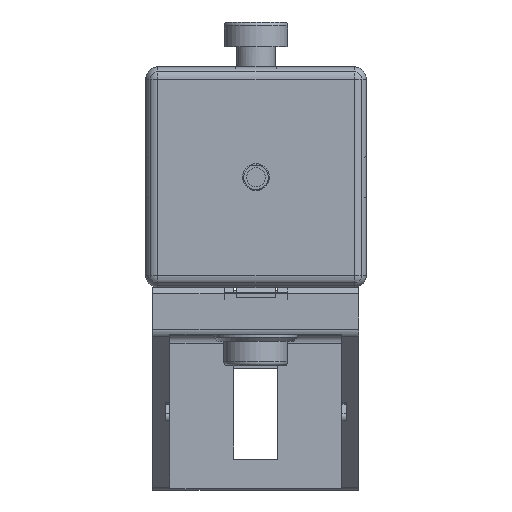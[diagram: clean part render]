
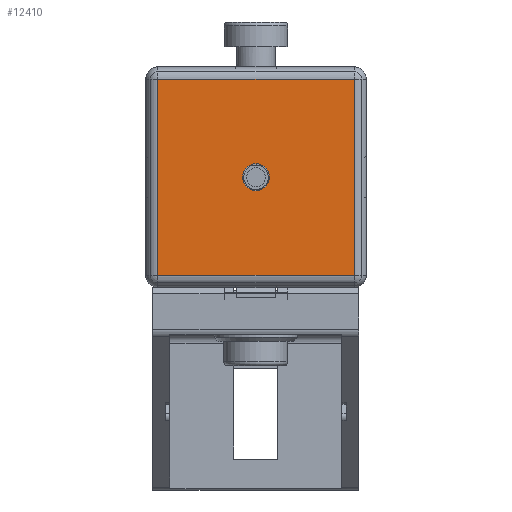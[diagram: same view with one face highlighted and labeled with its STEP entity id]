
A CAD part, front view. The second image highlights one B-rep face of the part: STEP entity #12410.
In plain terms, the highlighted planar face has unit normal (0, -1, 0).
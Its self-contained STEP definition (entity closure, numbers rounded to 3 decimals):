
#137=FACE_BOUND('',#1483,.T.);
#239=PLANE('',#13210);
#768=FACE_OUTER_BOUND('',#1482,.T.);
#1482=EDGE_LOOP('',(#8726,#8727,#8728,#8729));
#1483=EDGE_LOOP('',(#8730));
#2259=LINE('',#18229,#3585);
#2261=LINE('',#18246,#3587);
#2263=LINE('',#18249,#3589);
#2265=LINE('',#18252,#3591);
#3585=VECTOR('',#14511,40.);
#3587=VECTOR('',#14531,40.);
#3589=VECTOR('',#14535,40.);
#3591=VECTOR('',#14539,40.);
#4853=CIRCLE('',#13086,2.75);
#5315=VERTEX_POINT('',#17979);
#5391=VERTEX_POINT('',#18217);
#5394=VERTEX_POINT('',#18224);
#5397=VERTEX_POINT('',#18234);
#5400=VERTEX_POINT('',#18241);
#6547=EDGE_CURVE('',#5315,#5315,#4853,.T.);
#6661=EDGE_CURVE('',#5391,#5394,#2259,.T.);
#6669=EDGE_CURVE('',#5394,#5400,#2261,.T.);
#6671=EDGE_CURVE('',#5400,#5397,#2263,.T.);
#6673=EDGE_CURVE('',#5397,#5391,#2265,.T.);
#8726=ORIENTED_EDGE('',*,*,#6661,.F.);
#8727=ORIENTED_EDGE('',*,*,#6673,.F.);
#8728=ORIENTED_EDGE('',*,*,#6671,.F.);
#8729=ORIENTED_EDGE('',*,*,#6669,.F.);
#8730=ORIENTED_EDGE('',*,*,#6547,.T.);
#12410=ADVANCED_FACE('',(#768,#137),#239,.F.);
#13086=AXIS2_PLACEMENT_3D('',#17980,#14277,#14278);
#13210=AXIS2_PLACEMENT_3D('',#18318,#14614,#14615);
#14277=DIRECTION('center_axis',(0.,1.,0.));
#14278=DIRECTION('ref_axis',(1.,0.,0.));
#14511=DIRECTION('',(1.,0.,0.));
#14531=DIRECTION('',(0.,0.,-1.));
#14535=DIRECTION('',(-1.,0.,0.));
#14539=DIRECTION('',(0.,0.,1.));
#14614=DIRECTION('center_axis',(0.,1.,0.));
#14615=DIRECTION('ref_axis',(1.,0.,0.));
#17979=CARTESIAN_POINT('',(19.751,-406.042,22.484));
#17980=CARTESIAN_POINT('Origin',(22.501,-406.042,22.484));
#18217=CARTESIAN_POINT('',(2.501,-406.042,42.484));
#18224=CARTESIAN_POINT('',(42.501,-406.042,42.484));
#18229=CARTESIAN_POINT('',(2.501,-406.042,42.484));
#18234=CARTESIAN_POINT('',(2.501,-406.042,2.484));
#18241=CARTESIAN_POINT('',(42.501,-406.042,2.484));
#18246=CARTESIAN_POINT('',(42.501,-406.042,42.484));
#18249=CARTESIAN_POINT('',(42.501,-406.042,2.484));
#18252=CARTESIAN_POINT('',(2.501,-406.042,2.484));
#18318=CARTESIAN_POINT('Origin',(22.501,-406.042,22.484));
